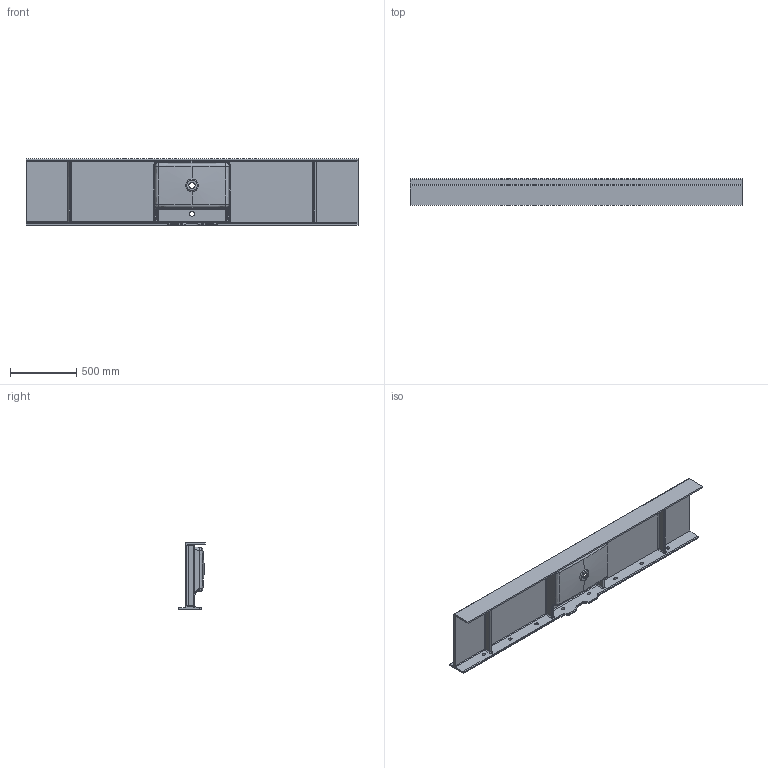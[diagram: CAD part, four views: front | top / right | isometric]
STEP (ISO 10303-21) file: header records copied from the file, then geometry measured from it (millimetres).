
FILE_DESCRIPTION (( 'STEP AP203' ), '1' );
FILE_NAME ('Reto.STEP', '2021-08-11T12:04:43', ( '' ), ( '' ), 'SwSTEP 2.0', 'SolidWorks 2020', '' );
FILE_SCHEMA (( 'CONFIG_CONTROL_DESIGN' ));
Length unit declared in the file: millimetre
Products named in the file (1): Reto
Bounding box: 2500 x 200 x 500 mm (x, y, z)
Volume: 27711300.8 mm3; surface area: 4385163.6 mm2
Topology: 1 solids, 1 shells, 247 faces, 615 edges, 355 vertices
Faces by surface type: cylinder 106, plane 58, bspline 48, sphere 19, torus 10, cone 6
Entity records: 9038 total; most frequent: CARTESIAN_POINT 3566, ORIENTED_EDGE 1200, DIRECTION 1074, EDGE_CURVE 600, AXIS2_PLACEMENT_3D 402, VERTEX_POINT 355, VECTOR 270, LINE 270
